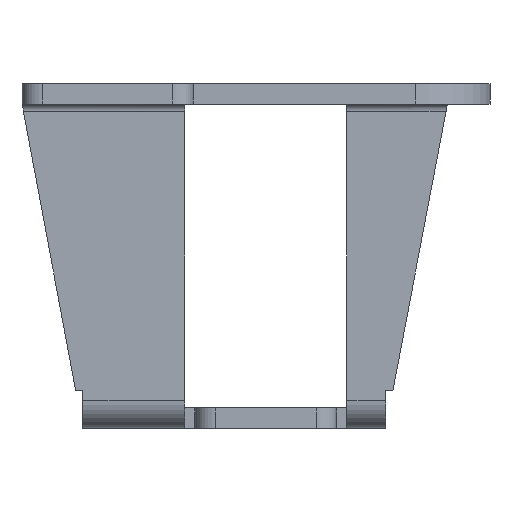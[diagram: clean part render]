
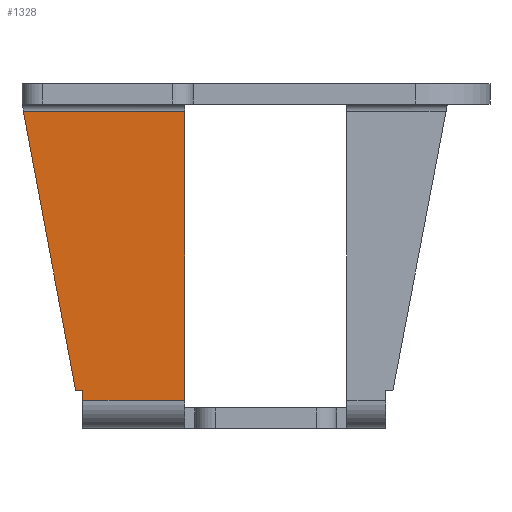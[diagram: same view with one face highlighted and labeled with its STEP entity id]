
A CAD part, left-side view. The second image highlights one B-rep face of the part: STEP entity #1328.
In plain terms, the highlighted planar face has unit normal (-1, 0, 0).
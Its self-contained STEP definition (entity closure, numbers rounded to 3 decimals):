
#4 = ORIENTED_EDGE ( 'NONE', *, *, #496, .F. ) ;
#54 = EDGE_LOOP ( 'NONE', ( #914, #1237, #2527, #717, #4, #2418 ) ) ;
#246 = VERTEX_POINT ( 'NONE', #1080 ) ;
#255 = EDGE_CURVE ( 'NONE', #1903, #1285, #2432, .T. ) ;
#296 = DIRECTION ( 'NONE',  ( 0., 1., 0. ) ) ;
#391 = LINE ( 'NONE', #1381, #1738 ) ;
#447 = CARTESIAN_POINT ( 'NONE',  ( -1.53, 0., -28.263 ) ) ;
#450 = CARTESIAN_POINT ( 'NONE',  ( -1.53, -526.035, -29.263 ) ) ;
#463 = DIRECTION ( 'NONE',  ( 0., 0., -1. ) ) ;
#496 = EDGE_CURVE ( 'NONE', #876, #1903, #1005, .T. ) ;
#551 = DIRECTION ( 'NONE',  ( 0., 0., 1. ) ) ;
#578 = PLANE ( 'NONE',  #845 ) ;
#639 = CARTESIAN_POINT ( 'NONE',  ( -1.53, -526.035, 0. ) ) ;
#640 = VECTOR ( 'NONE', #463, 1000. ) ;
#654 = VECTOR ( 'NONE', #1677, 1000. ) ;
#717 = ORIENTED_EDGE ( 'NONE', *, *, #255, .F. ) ;
#778 = CARTESIAN_POINT ( 'NONE',  ( -1.53, -515.98, -29.263 ) ) ;
#830 = LINE ( 'NONE', #1660, #1662 ) ;
#845 = AXIS2_PLACEMENT_3D ( 'NONE', #1706, #1236, #1383 ) ;
#863 = VECTOR ( 'NONE', #551, 1000. ) ;
#876 = VERTEX_POINT ( 'NONE', #778 ) ;
#914 = ORIENTED_EDGE ( 'NONE', *, *, #2022, .F. ) ;
#1005 = LINE ( 'NONE', #1826, #863 ) ;
#1077 = VERTEX_POINT ( 'NONE', #450 ) ;
#1080 = CARTESIAN_POINT ( 'NONE',  ( -1.53, -526.035, -0.737 ) ) ;
#1135 = EDGE_CURVE ( 'NONE', #1411, #1285, #391, .T. ) ;
#1164 = FACE_OUTER_BOUND ( 'NONE', #54, .T. ) ;
#1236 = DIRECTION ( 'NONE',  ( -1., 0., 0. ) ) ;
#1237 = ORIENTED_EDGE ( 'NONE', *, *, #1595, .T. ) ;
#1285 = VERTEX_POINT ( 'NONE', #2226 ) ;
#1328 = ADVANCED_FACE ( 'NONE', ( #1164 ), #578, .T. ) ;
#1381 = CARTESIAN_POINT ( 'NONE',  ( -1.53, -515.98, -32. ) ) ;
#1383 = DIRECTION ( 'NONE',  ( 0., 0., -1. ) ) ;
#1411 = VERTEX_POINT ( 'NONE', #1533 ) ;
#1489 = VECTOR ( 'NONE', #296, 1000. ) ;
#1533 = CARTESIAN_POINT ( 'NONE',  ( -1.53, -510.118, -0.737 ) ) ;
#1595 = EDGE_CURVE ( 'NONE', #246, #1411, #830, .T. ) ;
#1660 = CARTESIAN_POINT ( 'NONE',  ( -1.53, -551.839, -0.737 ) ) ;
#1662 = VECTOR ( 'NONE', #2263, 1000. ) ;
#1677 = DIRECTION ( 'NONE',  ( 0., 1., 0. ) ) ;
#1706 = CARTESIAN_POINT ( 'NONE',  ( -1.53, 0., 0. ) ) ;
#1738 = VECTOR ( 'NONE', #1992, 1000. ) ;
#1762 = LINE ( 'NONE', #1962, #1489 ) ;
#1826 = CARTESIAN_POINT ( 'NONE',  ( -1.53, -515.98, 0. ) ) ;
#1903 = VERTEX_POINT ( 'NONE', #2398 ) ;
#1962 = CARTESIAN_POINT ( 'NONE',  ( -1.53, -545.88, -29.263 ) ) ;
#1992 = DIRECTION ( 'NONE',  ( 0., -0.184, -0.983 ) ) ;
#2022 = EDGE_CURVE ( 'NONE', #246, #1077, #2294, .T. ) ;
#2162 = EDGE_CURVE ( 'NONE', #1077, #876, #1762, .T. ) ;
#2226 = CARTESIAN_POINT ( 'NONE',  ( -1.53, -515.279, -28.263 ) ) ;
#2263 = DIRECTION ( 'NONE',  ( 0., 1., 0. ) ) ;
#2294 = LINE ( 'NONE', #639, #640 ) ;
#2398 = CARTESIAN_POINT ( 'NONE',  ( -1.53, -515.98, -28.263 ) ) ;
#2418 = ORIENTED_EDGE ( 'NONE', *, *, #2162, .F. ) ;
#2432 = LINE ( 'NONE', #447, #654 ) ;
#2527 = ORIENTED_EDGE ( 'NONE', *, *, #1135, .T. ) ;
